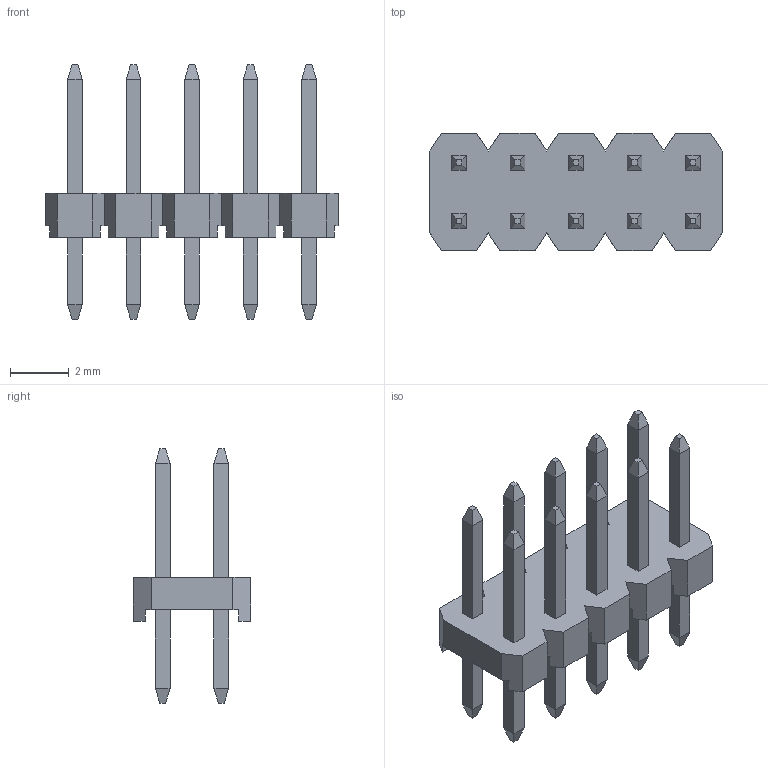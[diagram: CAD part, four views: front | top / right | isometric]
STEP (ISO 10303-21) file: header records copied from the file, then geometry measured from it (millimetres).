
FILE_DESCRIPTION(/* description */ (''),/* implementation_level */ '2;1');
FILE_NAME(/* name */ '314-200-010-xx.stp',/* time_stamp */ '2025-04-10T13:48:02+02:00',/* author */ ('Andreas.Larin'),/* organization */ (''),/* preprocessor_version */ 'ST-DEVELOPER v20',/* originating_system */ 'Autodesk Inventor 2025',/* authorisation */ '');
FILE_SCHEMA (('AUTOMOTIVE_DESIGN { 1 0 10303 214 3 1 1 }'));
Length unit declared in the file: centimetre
Products named in the file (1): 314-200-010-xx
Bounding box: 10 x 4 x 8.7 mm (x, y, z)
Volume: 61.5 mm3; surface area: 268.4 mm2
Topology: 1 solids, 1 shells, 234 faces, 556 edges, 344 vertices
Faces by surface type: plane 234
Entity records: 6543 total; most frequent: CARTESIAN_POINT 1135, ORIENTED_EDGE 1112, DIRECTION 1026, LINE 556, VECTOR 556, EDGE_CURVE 556, VERTEX_POINT 344, EDGE_LOOP 254
